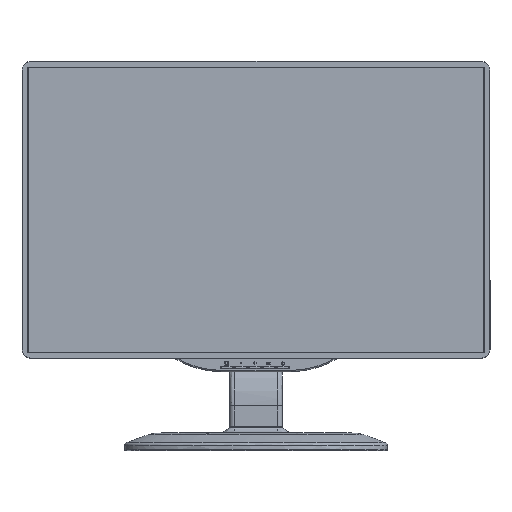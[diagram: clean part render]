
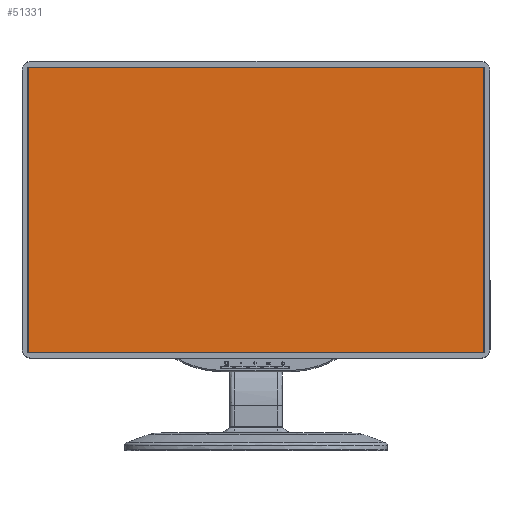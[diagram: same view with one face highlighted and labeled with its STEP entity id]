
A CAD part, top view. The second image highlights one B-rep face of the part: STEP entity #51331.
In plain terms, the highlighted planar face has unit normal (0, 0, 1).
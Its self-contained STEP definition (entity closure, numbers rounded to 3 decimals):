
#48071=CARTESIAN_POINT('',(526.,7.,-1.5));
#48072=VERTEX_POINT('',#48071);
#48079=CARTESIAN_POINT('',(8.,7.,-1.5));
#48080=VERTEX_POINT('',#48079);
#48081=CARTESIAN_POINT('',(8.,7.,-1.5));
#48082=DIRECTION('',(1.0,0.0,0.0));
#48083=VECTOR('',#48082,518.);
#48084=LINE('',#48081,#48083);
#48085=EDGE_CURVE('',#48080,#48072,#48084,.T.);
#48102=CARTESIAN_POINT('',(527.,8.,-1.5));
#48103=VERTEX_POINT('',#48102);
#48110=CARTESIAN_POINT('',(526.,8.,-1.5));
#48111=DIRECTION('',(0.0,0.0,1.0));
#48112=DIRECTION('',(0.707,-0.707,0.0));
#48113=AXIS2_PLACEMENT_3D('',#48110,#48111,#48112);
#48114=CIRCLE('',#48113,1.0);
#48115=EDGE_CURVE('',#48072,#48103,#48114,.T.);
#48127=CARTESIAN_POINT('',(527.,331.,-1.5));
#48128=VERTEX_POINT('',#48127);
#48135=CARTESIAN_POINT('',(527.,8.,-1.5));
#48136=DIRECTION('',(0.0,1.0,0.0));
#48137=VECTOR('',#48136,323.);
#48138=LINE('',#48135,#48137);
#48139=EDGE_CURVE('',#48103,#48128,#48138,.T.);
#48151=CARTESIAN_POINT('',(526.,332.,-1.5));
#48152=VERTEX_POINT('',#48151);
#48159=CARTESIAN_POINT('',(526.,331.,-1.5));
#48160=DIRECTION('',(0.0,0.0,1.0));
#48161=DIRECTION('',(0.707,0.707,0.0));
#48162=AXIS2_PLACEMENT_3D('',#48159,#48160,#48161);
#48163=CIRCLE('',#48162,1.0);
#48164=EDGE_CURVE('',#48128,#48152,#48163,.T.);
#51219=CARTESIAN_POINT('',(7.,331.0,-1.5));
#51220=VERTEX_POINT('',#51219);
#51227=CARTESIAN_POINT('',(8.,332.0,-1.5));
#51228=VERTEX_POINT('',#51227);
#51229=CARTESIAN_POINT('',(8.,331.0,-1.5));
#51230=DIRECTION('',(0.0,0.0,1.0));
#51231=DIRECTION('',(-0.707,0.707,0.0));
#51232=AXIS2_PLACEMENT_3D('',#51229,#51230,#51231);
#51233=CIRCLE('',#51232,1.0);
#51234=EDGE_CURVE('',#51228,#51220,#51233,.T.);
#51251=CARTESIAN_POINT('',(7.,8.,-1.5));
#51252=VERTEX_POINT('',#51251);
#51259=CARTESIAN_POINT('',(7.,331.0,-1.5));
#51260=DIRECTION('',(0.0,-1.0,0.0));
#51261=VECTOR('',#51260,323.0);
#51262=LINE('',#51259,#51261);
#51263=EDGE_CURVE('',#51220,#51252,#51262,.T.);
#51276=CARTESIAN_POINT('',(8.,8.,-1.5));
#51277=DIRECTION('',(0.0,0.0,1.0));
#51278=DIRECTION('',(-0.707,-0.707,0.0));
#51279=AXIS2_PLACEMENT_3D('',#51276,#51277,#51278);
#51280=CIRCLE('',#51279,1.0);
#51281=EDGE_CURVE('',#51252,#48080,#51280,.T.);
#51294=CARTESIAN_POINT('',(526.,332.,-1.5));
#51295=DIRECTION('',(-1.0,0.0,0.0));
#51296=VECTOR('',#51295,518.0);
#51297=LINE('',#51294,#51296);
#51298=EDGE_CURVE('',#48152,#51228,#51297,.T.);
#51316=CARTESIAN_POINT('',(267.,169.5,-1.5));
#51317=DIRECTION('',(0.0,0.0,1.0));
#51318=DIRECTION('',(1.0,0.0,0.0));
#51319=AXIS2_PLACEMENT_3D('',#51316,#51317,#51318);
#51320=PLANE('',#51319);
#51321=ORIENTED_EDGE('',*,*,#51234,.T.);
#51322=ORIENTED_EDGE('',*,*,#51263,.T.);
#51323=ORIENTED_EDGE('',*,*,#51281,.T.);
#51324=ORIENTED_EDGE('',*,*,#48085,.T.);
#51325=ORIENTED_EDGE('',*,*,#48115,.T.);
#51326=ORIENTED_EDGE('',*,*,#48139,.T.);
#51327=ORIENTED_EDGE('',*,*,#48164,.T.);
#51328=ORIENTED_EDGE('',*,*,#51298,.T.);
#51329=EDGE_LOOP('',(#51321,#51322,#51323,#51324,#51325,#51326,#51327,#51328));
#51330=FACE_OUTER_BOUND('',#51329,.T.);
#51331=ADVANCED_FACE('',(#51330),#51320,.T.);
